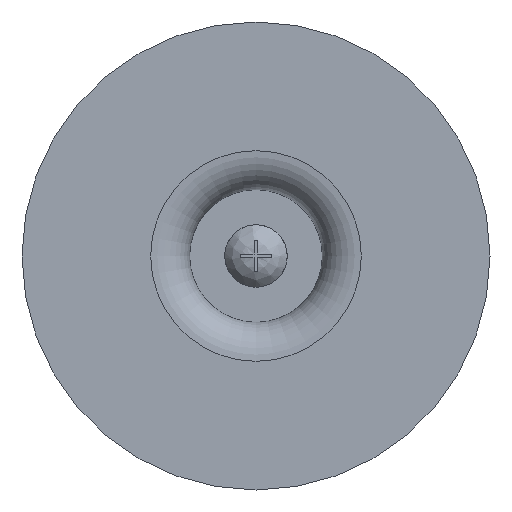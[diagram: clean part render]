
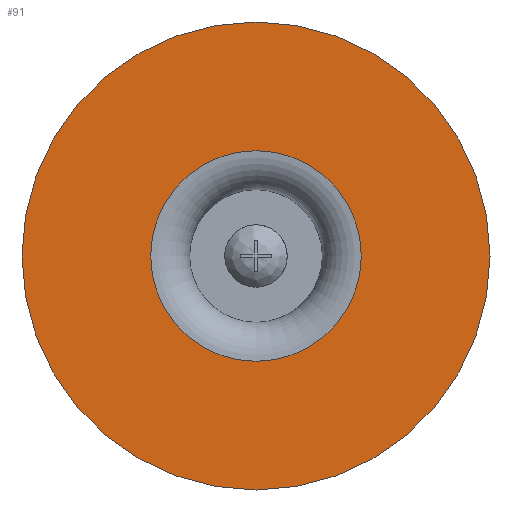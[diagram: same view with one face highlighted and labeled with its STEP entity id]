
A CAD part, front view. The second image highlights one B-rep face of the part: STEP entity #91.
In plain terms, the highlighted planar face has unit normal (0, -1, 0).
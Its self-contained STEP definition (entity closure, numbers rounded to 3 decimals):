
#91 = ADVANCED_FACE( '', ( #212, #213 ), #214, .F. );
#212 = FACE_BOUND( '', #367, .T. );
#213 = FACE_OUTER_BOUND( '', #368, .T. );
#214 = PLANE( '', #369 );
#367 = EDGE_LOOP( '', ( #608 ) );
#368 = EDGE_LOOP( '', ( #609 ) );
#369 = AXIS2_PLACEMENT_3D( '', #610, #611, #612 );
#608 = ORIENTED_EDGE( '', *, *, #927, .F. );
#609 = ORIENTED_EDGE( '', *, *, #928, .T. );
#610 = CARTESIAN_POINT( '', ( 30., 0., 0. ) );
#611 = DIRECTION( '', ( 0., 1., 0. ) );
#612 = DIRECTION( '', ( 0., 0., 1. ) );
#927 = EDGE_CURVE( '', #1100, #1100, #1101, .T. );
#928 = EDGE_CURVE( '', #1102, #1102, #1103, .T. );
#1100 = VERTEX_POINT( '', #1388 );
#1101 = CIRCLE( '', #1389, 13.5 );
#1102 = VERTEX_POINT( '', #1390 );
#1103 = CIRCLE( '', #1391, 30. );
#1388 = CARTESIAN_POINT( '', ( 0., 0., -13.5 ) );
#1389 = AXIS2_PLACEMENT_3D( '', #1634, #1635, #1636 );
#1390 = CARTESIAN_POINT( '', ( 0., 0., -30. ) );
#1391 = AXIS2_PLACEMENT_3D( '', #1637, #1638, #1639 );
#1634 = CARTESIAN_POINT( '', ( 0., 0., 0. ) );
#1635 = DIRECTION( '', ( 0., -1., 0. ) );
#1636 = DIRECTION( '', ( 0., 0., -1. ) );
#1637 = CARTESIAN_POINT( '', ( 0., 0., 0. ) );
#1638 = DIRECTION( '', ( 0., -1., 0. ) );
#1639 = DIRECTION( '', ( 0., 0., -1. ) );
